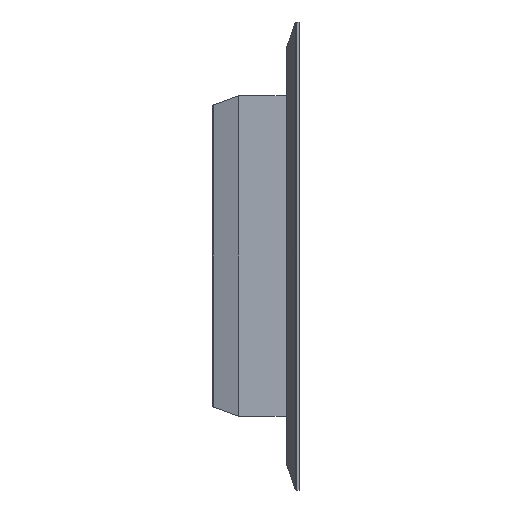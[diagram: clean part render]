
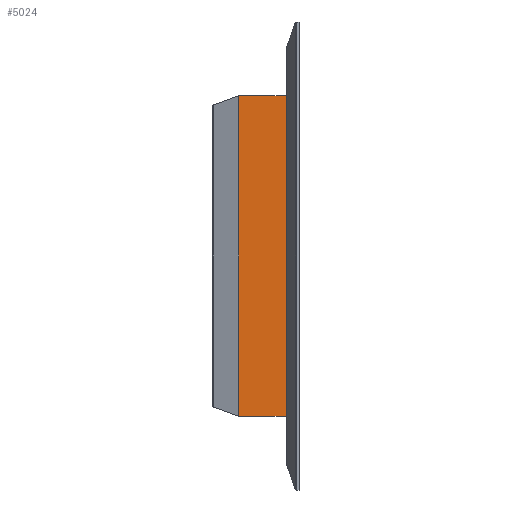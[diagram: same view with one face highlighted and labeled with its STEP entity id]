
A CAD part, left-side view. The second image highlights one B-rep face of the part: STEP entity #5024.
In plain terms, the highlighted face is planar.
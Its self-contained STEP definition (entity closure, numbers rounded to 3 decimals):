
#114 = CARTESIAN_POINT ( 'NONE',  ( 5.1, 23.109, 60.6 ) ) ;
#121 = EDGE_LOOP ( 'NONE', ( #3891, #4843, #1328, #2836 ) ) ;
#220 = DIRECTION ( 'NONE',  ( 0., 1., 0. ) ) ;
#283 = EDGE_CURVE ( 'NONE', #2386, #3865, #4855, .T. ) ;
#292 = AXIS2_PLACEMENT_3D ( 'NONE', #6676, #1032, #4670 ) ;
#452 = LINE ( 'NONE', #3599, #5793 ) ;
#552 = LINE ( 'NONE', #5392, #5417 ) ;
#592 = EDGE_CURVE ( 'NONE', #2386, #6424, #452, .T. ) ;
#1032 = DIRECTION ( 'NONE',  ( -1., 0., 0. ) ) ;
#1328 = ORIENTED_EDGE ( 'NONE', *, *, #592, .F. ) ;
#1598 = EDGE_CURVE ( 'NONE', #3865, #3376, #2586, .T. ) ;
#1870 = DIRECTION ( 'NONE',  ( 0., 0., -1. ) ) ;
#2039 = PLANE ( 'NONE',  #292 ) ;
#2074 = VECTOR ( 'NONE', #4602, 1000. ) ;
#2386 = VERTEX_POINT ( 'NONE', #114 ) ;
#2586 = LINE ( 'NONE', #4714, #6542 ) ;
#2640 = CARTESIAN_POINT ( 'NONE',  ( 5.1, 5.1, 60.6 ) ) ;
#2836 = ORIENTED_EDGE ( 'NONE', *, *, #283, .T. ) ;
#3376 = VERTEX_POINT ( 'NONE', #5739 ) ;
#3599 = CARTESIAN_POINT ( 'NONE',  ( 5.1, 23.109, 150. ) ) ;
#3865 = VERTEX_POINT ( 'NONE', #2640 ) ;
#3891 = ORIENTED_EDGE ( 'NONE', *, *, #1598, .T. ) ;
#4307 = FACE_OUTER_BOUND ( 'NONE', #121, .T. ) ;
#4590 = CARTESIAN_POINT ( 'NONE',  ( 5.1, 5.1, 60.6 ) ) ;
#4602 = DIRECTION ( 'NONE',  ( 0., -1., 0. ) ) ;
#4670 = DIRECTION ( 'NONE',  ( 0., -1., 0. ) ) ;
#4714 = CARTESIAN_POINT ( 'NONE',  ( 5.1, 5.1, 150. ) ) ;
#4843 = ORIENTED_EDGE ( 'NONE', *, *, #5261, .T. ) ;
#4855 = LINE ( 'NONE', #4590, #2074 ) ;
#5024 = ADVANCED_FACE ( 'NONE', ( #4307 ), #2039, .F. ) ;
#5222 = DIRECTION ( 'NONE',  ( 0., 0., -1. ) ) ;
#5261 = EDGE_CURVE ( 'NONE', #3376, #6424, #552, .T. ) ;
#5392 = CARTESIAN_POINT ( 'NONE',  ( 5.1, 5.1, -60.6 ) ) ;
#5417 = VECTOR ( 'NONE', #220, 1000. ) ;
#5739 = CARTESIAN_POINT ( 'NONE',  ( 5.1, 5.1, -60.6 ) ) ;
#5793 = VECTOR ( 'NONE', #1870, 1000. ) ;
#5980 = CARTESIAN_POINT ( 'NONE',  ( 5.1, 23.109, -60.6 ) ) ;
#6424 = VERTEX_POINT ( 'NONE', #5980 ) ;
#6542 = VECTOR ( 'NONE', #5222, 1000. ) ;
#6676 = CARTESIAN_POINT ( 'NONE',  ( 5.1, 5.1, 150. ) ) ;
